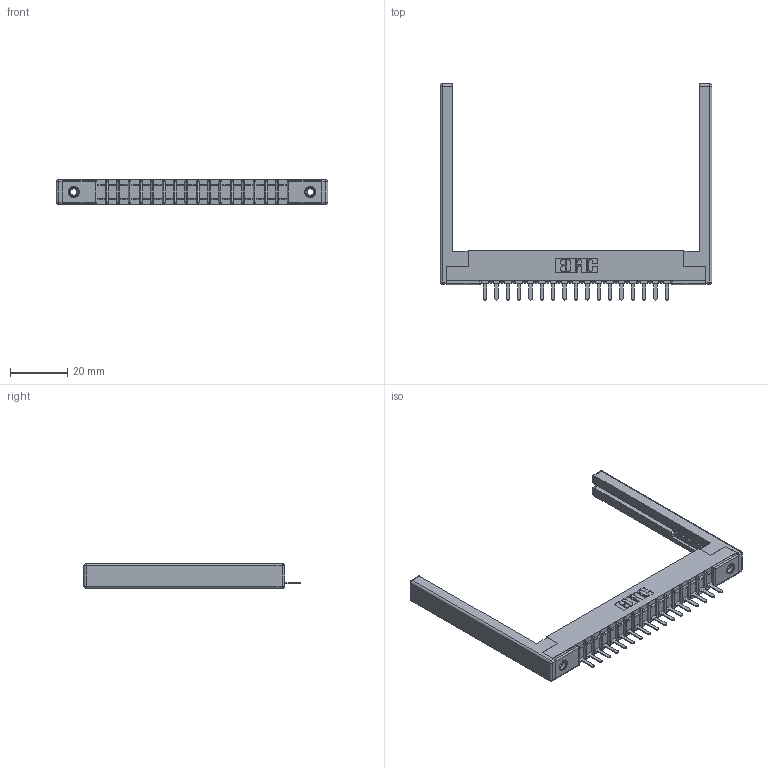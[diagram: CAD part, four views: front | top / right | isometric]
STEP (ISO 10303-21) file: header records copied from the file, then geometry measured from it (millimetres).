
FILE_DESCRIPTION (( 'STEP AP203' ), '1' );
FILE_NAME ('307-017-421-168.STEP', '2020-09-25T22:04:19', ( '' ), ( '' ), 'SwSTEP 2.0', 'SolidWorks 2020', '' );
FILE_SCHEMA (( 'CONFIG_CONTROL_DESIGN' ));
Length unit declared in the file: inch
Products named in the file (5): 307 Part_.156 Dia Mounting Holes; 345-250-001_345-250-001-102; 307-220-068; 307-017-421-168; 307-290-002_521
Assembly tree (22 placements, depth 2):
  307-017-421-168
    307 Part_.156 Dia Mounting Holes
    307-290-002_521  x17
    307-220-068  x2
    345-250-001_345-250-001-102  x2
Bounding box: 94.79 x 75.39 x 8.71 mm (x, y, z)
Volume: 10815.2 mm3; surface area: 15132.1 mm2
Topology: 22 solids, 22 shells, 1548 faces, 4657 edges, 3034 vertices
Faces by surface type: plane 923, cylinder 565, sphere 44, cone 12, torus 4
Entity records: 21133 total; most frequent: CARTESIAN_POINT 3525, ORIENTED_EDGE 3504, DIRECTION 3454, EDGE_CURVE 1752, LINE 1328, VECTOR 1328, VERTEX_POINT 1134, AXIS2_PLACEMENT_3D 1063
